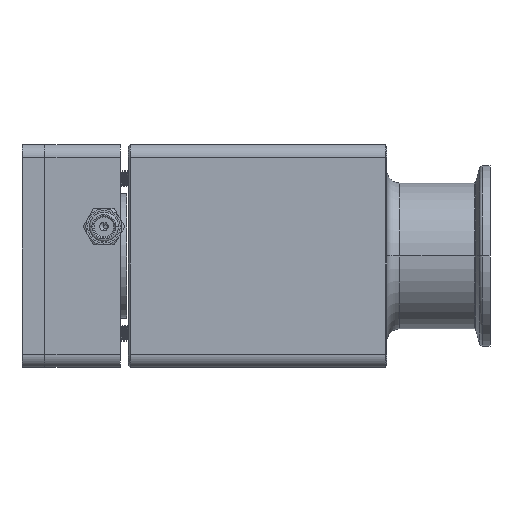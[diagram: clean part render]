
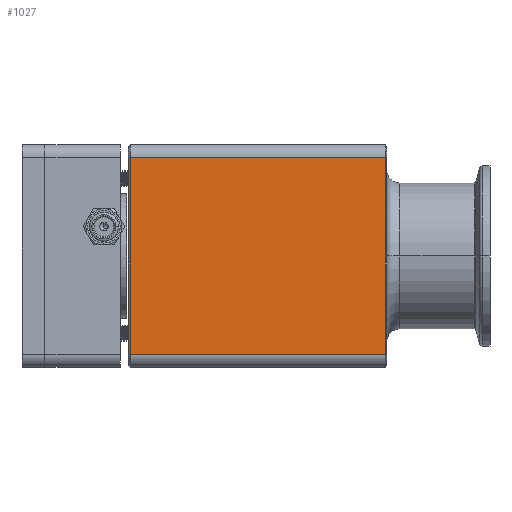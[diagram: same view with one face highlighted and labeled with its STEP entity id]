
A CAD part, left-side view. The second image highlights one B-rep face of the part: STEP entity #1027.
In plain terms, the highlighted planar face has unit normal (-1, 0, 0).
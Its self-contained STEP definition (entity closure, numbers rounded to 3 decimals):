
#1027=ADVANCED_FACE('NONE',(#1535),#1405,.F.);
#1405=PLANE('',#7503);
#1535=FACE_OUTER_BOUND('',#1942,.T.);
#1942=EDGE_LOOP('',(#3487,#3488,#3489,#3490));
#2382=LINE('',#10319,#2786);
#2406=LINE('',#10391,#2810);
#2413=LINE('',#10411,#2817);
#2416=LINE('',#10415,#2820);
#2786=VECTOR('',#8183,1.);
#2810=VECTOR('',#8255,1.);
#2817=VECTOR('',#8280,1.);
#2820=VECTOR('',#8285,1.);
#3487=ORIENTED_EDGE('',*,*,#6039,.T.);
#3488=ORIENTED_EDGE('',*,*,#6025,.T.);
#3489=ORIENTED_EDGE('',*,*,#6036,.T.);
#3490=ORIENTED_EDGE('',*,*,#5989,.T.);
#5310=VERTEX_POINT('',#10313);
#5313=VERTEX_POINT('',#10318);
#5332=VERTEX_POINT('',#10376);
#5336=VERTEX_POINT('',#10388);
#5989=EDGE_CURVE('NONE',#5310,#5313,#2382,.T.);
#6025=EDGE_CURVE('NONE',#5336,#5332,#2406,.T.);
#6036=EDGE_CURVE('NONE',#5332,#5310,#2413,.T.);
#6039=EDGE_CURVE('NONE',#5313,#5336,#2416,.T.);
#7503=AXIS2_PLACEMENT_3D('',#10833,#8590,#8591);
#8183=DIRECTION('',(0.,0.,-1.));
#8255=DIRECTION('',(0.,0.,1.));
#8280=DIRECTION('',(0.,1.,0.));
#8285=DIRECTION('',(0.,-1.,0.));
#8590=DIRECTION('',(1.,0.,0.));
#8591=DIRECTION('',(0.,1.,0.));
#10313=CARTESIAN_POINT('',(-34.,66.34,30.));
#10318=CARTESIAN_POINT('',(-34.,66.34,-30.));
#10319=CARTESIAN_POINT('',(-34.,66.34,34.));
#10376=CARTESIAN_POINT('',(-34.,-11.5,30.));
#10388=CARTESIAN_POINT('',(-34.,-11.5,-30.));
#10391=CARTESIAN_POINT('',(-34.,-11.5,34.));
#10411=CARTESIAN_POINT('',(-34.,66.84,30.));
#10415=CARTESIAN_POINT('',(-34.,0.,-30.));
#10833=CARTESIAN_POINT('',(-34.,0.,34.));
